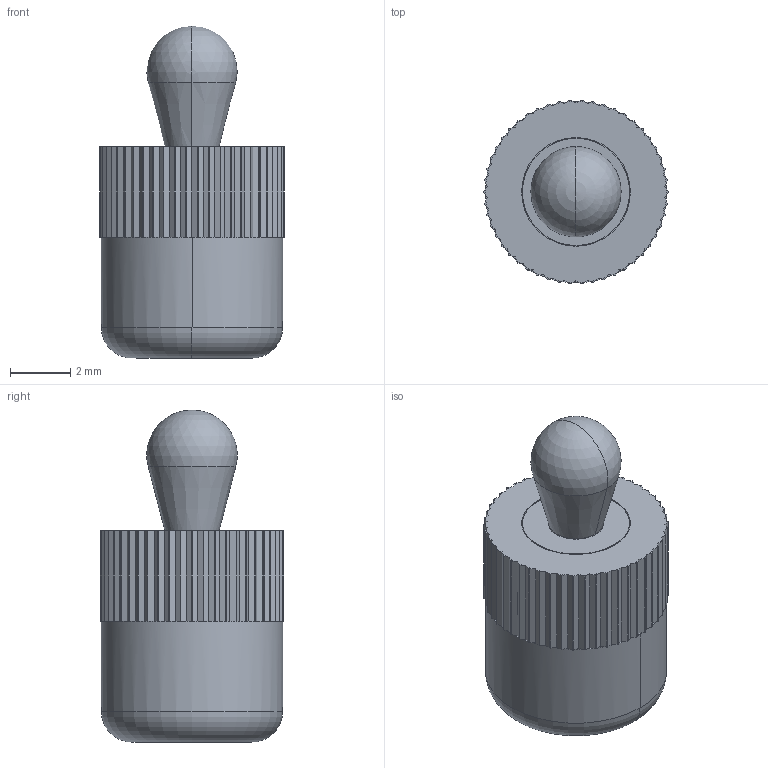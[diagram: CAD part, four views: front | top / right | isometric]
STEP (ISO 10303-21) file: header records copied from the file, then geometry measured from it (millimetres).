
FILE_DESCRIPTION(('STEP AP214'),'1');
FILE_NAME('HALDERN_EH_22150_0111.stp','2017-02-01T10:44:31',('TraceParts'),('TraceParts S.A.'),'Spatial InterOp 3D',' ',' ');
FILE_SCHEMA(('automotive_design'));
Length unit declared in the file: millimetre
Products named in the file (2): 1; 2
Bounding box: 6.1 x 6.09 x 11 mm (x, y, z)
Volume: 122 mm3; surface area: 396.2 mm2
Topology: 3 solids, 3 shells, 330 faces, 858 edges, 535 vertices
Faces by surface type: plane 258, cylinder 64, torus 4, cone 2, sphere 2
Entity records: 12711 total; most frequent: DIRECTION 1810, CARTESIAN_POINT 1723, ORIENTED_EDGE 1712, EDGE_CURVE 856, AXIS2_PLACEMENT_3D 622, LINE 566, VECTOR 566, VERTEX_POINT 535
